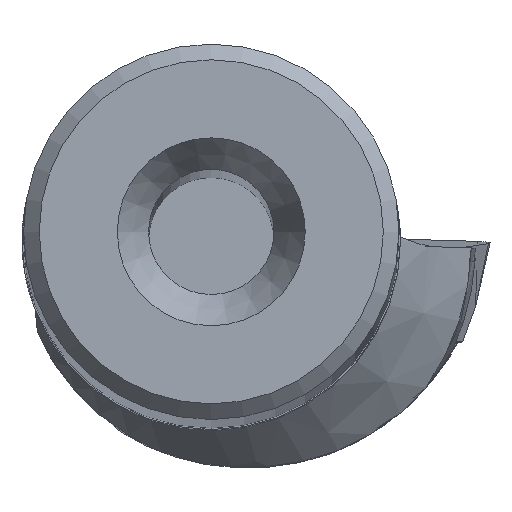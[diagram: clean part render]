
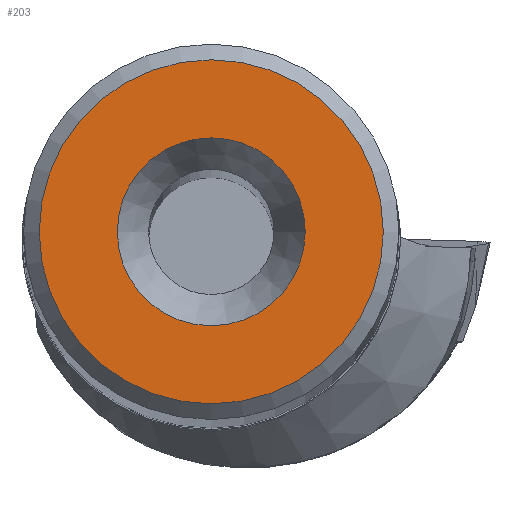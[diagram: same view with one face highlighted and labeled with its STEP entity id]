
A CAD part, top view. The second image highlights one B-rep face of the part: STEP entity #203.
In plain terms, the highlighted planar face has unit normal (0, 0, 1).
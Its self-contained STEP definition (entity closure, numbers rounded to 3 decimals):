
#203=ADVANCED_FACE('',(#403,#404),#239,.T.);
#239=PLANE('',#1053);
#403=FACE_BOUND('',#447,.T.);
#404=FACE_BOUND('',#448,.T.);
#447=EDGE_LOOP('',(#577));
#448=EDGE_LOOP('',(#578));
#577=ORIENTED_EDGE('',*,*,#857,.T.);
#578=ORIENTED_EDGE('',*,*,#855,.F.);
#760=VERTEX_POINT('',#1598);
#762=VERTEX_POINT('',#1604);
#855=EDGE_CURVE('',#760,#760,#927,.T.);
#857=EDGE_CURVE('',#762,#762,#929,.T.);
#927=CIRCLE('',#1048,5.493);
#929=CIRCLE('',#1052,3.);
#1048=AXIS2_PLACEMENT_3D('',#1597,#1215,#1216);
#1052=AXIS2_PLACEMENT_3D('',#1603,#1223,#1224);
#1053=AXIS2_PLACEMENT_3D('',#1605,#1225,#1226);
#1215=DIRECTION('',(0.,0.,-1.));
#1216=DIRECTION('',(-1.,0.,0.));
#1223=DIRECTION('',(0.,0.,-1.));
#1224=DIRECTION('',(-1.,0.,0.));
#1225=DIRECTION('',(0.,0.,1.));
#1226=DIRECTION('',(-1.,0.,0.));
#1597=CARTESIAN_POINT('',(0.,0.,0.));
#1598=CARTESIAN_POINT('',(-5.493,0.,0.));
#1603=CARTESIAN_POINT('',(0.,0.,0.));
#1604=CARTESIAN_POINT('',(-3.,0.,0.));
#1605=CARTESIAN_POINT('',(0.,0.,0.));
